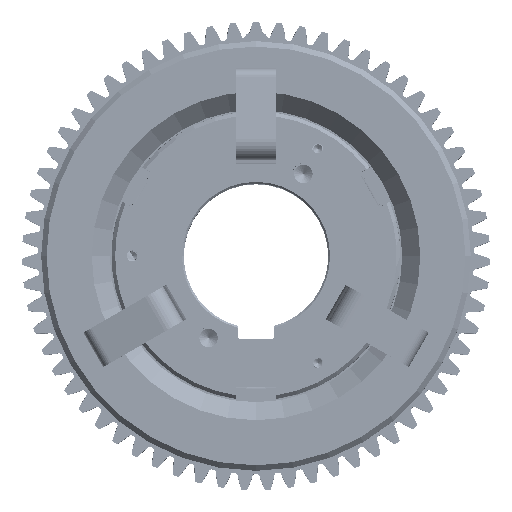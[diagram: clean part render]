
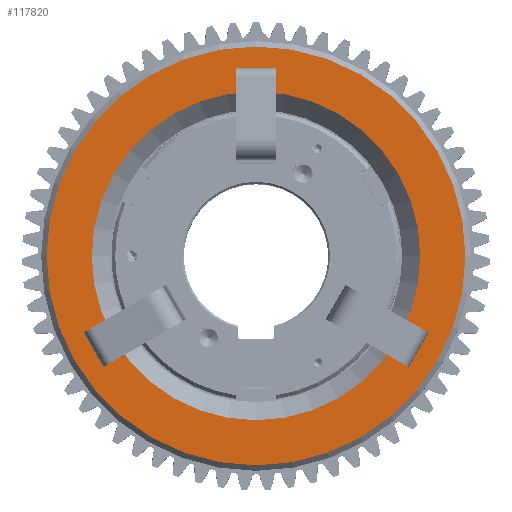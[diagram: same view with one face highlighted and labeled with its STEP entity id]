
A CAD part, top view. The second image highlights one B-rep face of the part: STEP entity #117820.
In plain terms, the highlighted planar face has unit normal (0, 0, 1).
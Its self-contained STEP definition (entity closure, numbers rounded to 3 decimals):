
#51503 = VERTEX_POINT ( 'NONE', #219266 ) ;
#51505 = EDGE_CURVE ( 'NONE', #51507, #51503, #219258, .T. ) ;
#51507 = VERTEX_POINT ( 'NONE', #219245 ) ;
#51549 = EDGE_CURVE ( 'NONE', #51553, #51554, #219425, .T. ) ;
#51553 = VERTEX_POINT ( 'NONE', #219417 ) ;
#51554 = VERTEX_POINT ( 'NONE', #219416 ) ;
#117820 = ADVANCED_FACE ( 'NONE', ( #147761, #147760 ), #147759, .T. ) ;
#117827 = EDGE_LOOP ( 'NONE', ( #117834, #117847 ) ) ;
#117834 = ORIENTED_EDGE ( 'NONE', *, *, #117838, .T. ) ;
#117838 = EDGE_CURVE ( 'NONE', #51554, #51553, #147826, .T. ) ;
#117847 = ORIENTED_EDGE ( 'NONE', *, *, #51549, .T. ) ;
#117850 = EDGE_LOOP ( 'NONE', ( #117936, #117943 ) ) ;
#117936 = ORIENTED_EDGE ( 'NONE', *, *, #51505, .T. ) ;
#117943 = ORIENTED_EDGE ( 'NONE', *, *, #117948, .T. ) ;
#117948 = EDGE_CURVE ( 'NONE', #51503, #51507, #147925, .T. ) ;
#147755 = DIRECTION ( 'NONE',  ( 1., 0., 0. ) ) ;
#147756 = DIRECTION ( 'NONE',  ( 0., 0., 1. ) ) ;
#147757 = CARTESIAN_POINT ( 'NONE',  ( 0., 0., 75.448 ) ) ;
#147758 = AXIS2_PLACEMENT_3D ( 'NONE', #147757, #147756, #147755 ) ;
#147759 = PLANE ( 'NONE',  #147758 ) ;
#147760 = FACE_BOUND ( 'NONE', #117850, .T. ) ;
#147761 = FACE_OUTER_BOUND ( 'NONE', #117827, .T. ) ;
#147820 = DIRECTION ( 'NONE',  ( 1., 0., 0. ) ) ;
#147822 = DIRECTION ( 'NONE',  ( 0., 0., 1. ) ) ;
#147824 = CARTESIAN_POINT ( 'NONE',  ( 0., 0., 75.448 ) ) ;
#147825 = AXIS2_PLACEMENT_3D ( 'NONE', #147824, #147822, #147820 ) ;
#147826 = CIRCLE ( 'NONE', #147825, 116. ) ;
#147920 = DIRECTION ( 'NONE',  ( 1., 0., 0. ) ) ;
#147922 = DIRECTION ( 'NONE',  ( 0., 0., -1. ) ) ;
#147923 = CARTESIAN_POINT ( 'NONE',  ( 0., 0., 75.448 ) ) ;
#147924 = AXIS2_PLACEMENT_3D ( 'NONE', #147923, #147922, #147920 ) ;
#147925 = CIRCLE ( 'NONE', #147924, 91. ) ;
#219245 = CARTESIAN_POINT ( 'NONE',  ( -91., 0., 75.448 ) ) ;
#219252 = DIRECTION ( 'NONE',  ( 1., 0., 0. ) ) ;
#219253 = DIRECTION ( 'NONE',  ( 0., 0., -1. ) ) ;
#219255 = CARTESIAN_POINT ( 'NONE',  ( 0., 0., 75.448 ) ) ;
#219256 = AXIS2_PLACEMENT_3D ( 'NONE', #219255, #219253, #219252 ) ;
#219258 = CIRCLE ( 'NONE', #219256, 91. ) ;
#219266 = CARTESIAN_POINT ( 'NONE',  ( 91., 0., 75.448 ) ) ;
#219416 = CARTESIAN_POINT ( 'NONE',  ( -116., 0., 75.448 ) ) ;
#219417 = CARTESIAN_POINT ( 'NONE',  ( 116., 0., 75.448 ) ) ;
#219419 = DIRECTION ( 'NONE',  ( 1., 0., 0. ) ) ;
#219420 = DIRECTION ( 'NONE',  ( 0., 0., 1. ) ) ;
#219422 = CARTESIAN_POINT ( 'NONE',  ( 0., 0., 75.448 ) ) ;
#219423 = AXIS2_PLACEMENT_3D ( 'NONE', #219422, #219420, #219419 ) ;
#219425 = CIRCLE ( 'NONE', #219423, 116. ) ;
